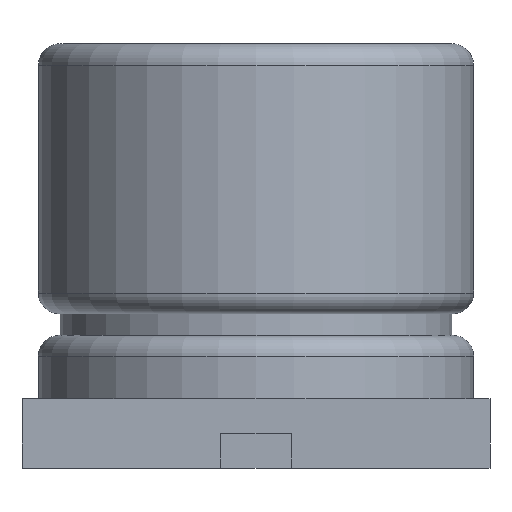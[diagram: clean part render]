
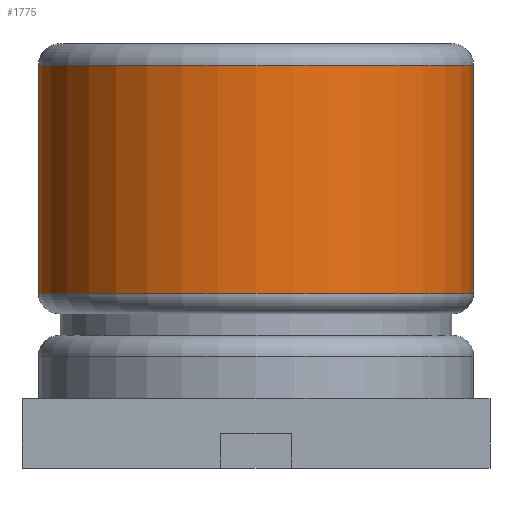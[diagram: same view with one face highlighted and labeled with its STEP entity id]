
A CAD part, front view. The second image highlights one B-rep face of the part: STEP entity #1775.
In plain terms, the highlighted cylindrical face has radius 2 mm (diameter 4 mm), a full revolution.
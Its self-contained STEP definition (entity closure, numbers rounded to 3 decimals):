
#1775 = ADVANCED_FACE('',(#1776),#1790,.T.);
#1776 = FACE_BOUND('',#1777,.T.);
#1777 = EDGE_LOOP('',(#1778,#1808,#1835,#1836));
#1778 = ORIENTED_EDGE('',*,*,#1779,.F.);
#1779 = EDGE_CURVE('',#1780,#1782,#1784,.T.);
#1780 = VERTEX_POINT('',#1781);
#1781 = CARTESIAN_POINT('',(-2.,0.,0.97));
#1782 = VERTEX_POINT('',#1783);
#1783 = CARTESIAN_POINT('',(-2.,0.,3.06));
#1784 = SEAM_CURVE('',#1785,(#1789,#1801),.PCURVE_S1.);
#1785 = LINE('',#1786,#1787);
#1786 = CARTESIAN_POINT('',(-2.,0.,0.78));
#1787 = VECTOR('',#1788,1.);
#1788 = DIRECTION('',(0.,0.,1.));
#1789 = PCURVE('',#1790,#1795);
#1790 = CYLINDRICAL_SURFACE('',#1791,2.);
#1791 = AXIS2_PLACEMENT_3D('',#1792,#1793,#1794);
#1792 = CARTESIAN_POINT('',(0.,0.,0.78));
#1793 = DIRECTION('',(0.,0.,1.));
#1794 = DIRECTION('',(-1.,0.,0.));
#1795 = DEFINITIONAL_REPRESENTATION('',(#1796),#1800);
#1796 = LINE('',#1797,#1798);
#1797 = CARTESIAN_POINT('',(0.,0.));
#1798 = VECTOR('',#1799,1.);
#1799 = DIRECTION('',(0.,1.));
#1800 = ( GEOMETRIC_REPRESENTATION_CONTEXT(2) 
PARAMETRIC_REPRESENTATION_CONTEXT() REPRESENTATION_CONTEXT('2D SPACE',''
  ) );
#1801 = PCURVE('',#1790,#1802);
#1802 = DEFINITIONAL_REPRESENTATION('',(#1803),#1807);
#1803 = LINE('',#1804,#1805);
#1804 = CARTESIAN_POINT('',(6.283,0.));
#1805 = VECTOR('',#1806,1.);
#1806 = DIRECTION('',(0.,1.));
#1807 = ( GEOMETRIC_REPRESENTATION_CONTEXT(2) 
PARAMETRIC_REPRESENTATION_CONTEXT() REPRESENTATION_CONTEXT('2D SPACE',''
  ) );
#1808 = ORIENTED_EDGE('',*,*,#1809,.T.);
#1809 = EDGE_CURVE('',#1780,#1780,#1810,.T.);
#1810 = SURFACE_CURVE('',#1811,(#1816,#1823),.PCURVE_S1.);
#1811 = CIRCLE('',#1812,2.);
#1812 = AXIS2_PLACEMENT_3D('',#1813,#1814,#1815);
#1813 = CARTESIAN_POINT('',(0.,0.,0.97)
  );
#1814 = DIRECTION('',(0.,0.,1.));
#1815 = DIRECTION('',(-1.,0.,0.));
#1816 = PCURVE('',#1790,#1817);
#1817 = DEFINITIONAL_REPRESENTATION('',(#1818),#1822);
#1818 = LINE('',#1819,#1820);
#1819 = CARTESIAN_POINT('',(0.,0.19));
#1820 = VECTOR('',#1821,1.);
#1821 = DIRECTION('',(1.,0.));
#1822 = ( GEOMETRIC_REPRESENTATION_CONTEXT(2) 
PARAMETRIC_REPRESENTATION_CONTEXT() REPRESENTATION_CONTEXT('2D SPACE',''
  ) );
#1823 = PCURVE('',#1824,#1829);
#1824 = TOROIDAL_SURFACE('',#1825,1.81,0.19);
#1825 = AXIS2_PLACEMENT_3D('',#1826,#1827,#1828);
#1826 = CARTESIAN_POINT('',(0.,0.,0.97)
  );
#1827 = DIRECTION('',(0.,0.,-1.));
#1828 = DIRECTION('',(-1.,0.,0.));
#1829 = DEFINITIONAL_REPRESENTATION('',(#1830),#1834);
#1830 = LINE('',#1831,#1832);
#1831 = CARTESIAN_POINT('',(-0.,0.));
#1832 = VECTOR('',#1833,1.);
#1833 = DIRECTION('',(-1.,0.));
#1834 = ( GEOMETRIC_REPRESENTATION_CONTEXT(2) 
PARAMETRIC_REPRESENTATION_CONTEXT() REPRESENTATION_CONTEXT('2D SPACE',''
  ) );
#1835 = ORIENTED_EDGE('',*,*,#1779,.T.);
#1836 = ORIENTED_EDGE('',*,*,#1837,.F.);
#1837 = EDGE_CURVE('',#1782,#1782,#1838,.T.);
#1838 = SURFACE_CURVE('',#1839,(#1844,#1851),.PCURVE_S1.);
#1839 = CIRCLE('',#1840,2.);
#1840 = AXIS2_PLACEMENT_3D('',#1841,#1842,#1843);
#1841 = CARTESIAN_POINT('',(0.,0.,3.06)
  );
#1842 = DIRECTION('',(0.,0.,1.));
#1843 = DIRECTION('',(-1.,0.,0.));
#1844 = PCURVE('',#1790,#1845);
#1845 = DEFINITIONAL_REPRESENTATION('',(#1846),#1850);
#1846 = LINE('',#1847,#1848);
#1847 = CARTESIAN_POINT('',(0.,2.28));
#1848 = VECTOR('',#1849,1.);
#1849 = DIRECTION('',(1.,0.));
#1850 = ( GEOMETRIC_REPRESENTATION_CONTEXT(2) 
PARAMETRIC_REPRESENTATION_CONTEXT() REPRESENTATION_CONTEXT('2D SPACE',''
  ) );
#1851 = PCURVE('',#1852,#1857);
#1852 = TOROIDAL_SURFACE('',#1853,1.8,0.2);
#1853 = AXIS2_PLACEMENT_3D('',#1854,#1855,#1856);
#1854 = CARTESIAN_POINT('',(0.,0.,3.06)
  );
#1855 = DIRECTION('',(0.,0.,1.));
#1856 = DIRECTION('',(-1.,0.,0.));
#1857 = DEFINITIONAL_REPRESENTATION('',(#1858),#1862);
#1858 = LINE('',#1859,#1860);
#1859 = CARTESIAN_POINT('',(0.,0.));
#1860 = VECTOR('',#1861,1.);
#1861 = DIRECTION('',(1.,0.));
#1862 = ( GEOMETRIC_REPRESENTATION_CONTEXT(2) 
PARAMETRIC_REPRESENTATION_CONTEXT() REPRESENTATION_CONTEXT('2D SPACE',''
  ) );
